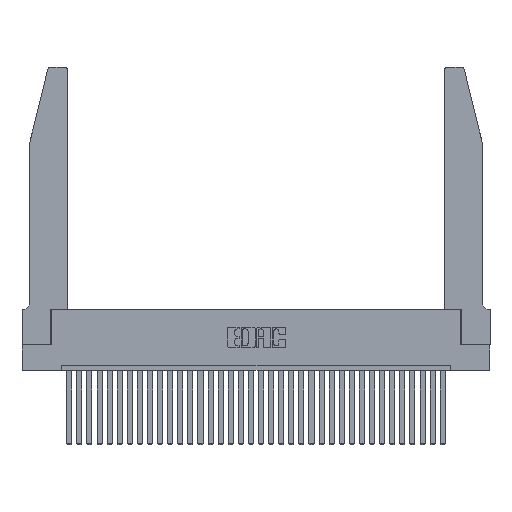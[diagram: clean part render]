
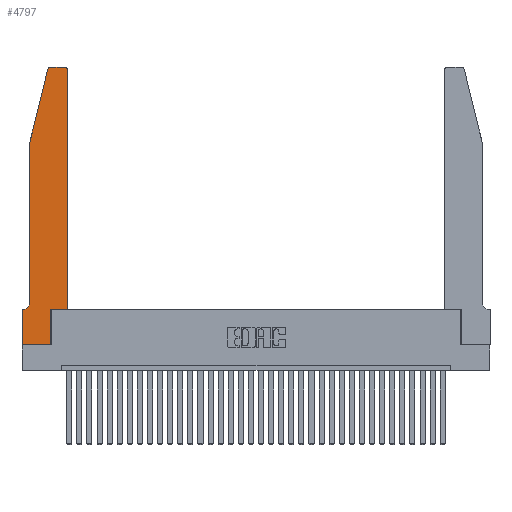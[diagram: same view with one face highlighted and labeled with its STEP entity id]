
A CAD part, top view. The second image highlights one B-rep face of the part: STEP entity #4797.
In plain terms, the highlighted planar face has unit normal (0, 0, 1).
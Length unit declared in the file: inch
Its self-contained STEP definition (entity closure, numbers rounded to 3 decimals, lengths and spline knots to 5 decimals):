
#27 = AXIS2_PLACEMENT_3D ( 'NONE', #30800, #7046, #15200 ) ;
#195 = EDGE_CURVE ( 'NONE', #1506, #17219, #5940, .T. ) ;
#452 = VERTEX_POINT ( 'NONE', #22966 ) ;
#877 = DIRECTION ( 'NONE',  ( 1., 0., 0. ) ) ;
#1506 = VERTEX_POINT ( 'NONE', #29054 ) ;
#1848 = LINE ( 'NONE', #4873, #20542 ) ;
#2420 = EDGE_CURVE ( 'NONE', #30545, #31798, #3736, .T. ) ;
#2903 = VECTOR ( 'NONE', #13573, 39.37008 ) ;
#2965 = AXIS2_PLACEMENT_3D ( 'NONE', #17068, #11972, #4188 ) ;
#3013 = EDGE_CURVE ( 'NONE', #29771, #4417, #26065, .T. ) ;
#3158 = CARTESIAN_POINT ( 'NONE',  ( 0.0755, 2., 0.37 ) ) ;
#3736 = LINE ( 'NONE', #32581, #28113 ) ;
#4188 = DIRECTION ( 'NONE',  ( -1., 0., 0. ) ) ;
#4417 = VERTEX_POINT ( 'NONE', #12080 ) ;
#4586 = VECTOR ( 'NONE', #25297, 39.37008 ) ;
#4797 = ADVANCED_FACE ( 'NONE', ( #29207 ), #13809, .T. ) ;
#4863 = EDGE_CURVE ( 'NONE', #25527, #1506, #30890, .T. ) ;
#4873 = CARTESIAN_POINT ( 'NONE',  ( 0.0755, 2., 0.37 ) ) ;
#4912 = DIRECTION ( 'NONE',  ( -0.239, -0.971, 0. ) ) ;
#5127 = ORIENTED_EDGE ( 'NONE', *, *, #31912, .T. ) ;
#5371 = DIRECTION ( 'NONE',  ( 1., 0., 0. ) ) ;
#5541 = VECTOR ( 'NONE', #6893, 39.37008 ) ;
#5940 = LINE ( 'NONE', #13530, #13208 ) ;
#6617 = VERTEX_POINT ( 'NONE', #27594 ) ;
#6736 = CIRCLE ( 'NONE', #2965, 0.07 ) ;
#6893 = DIRECTION ( 'NONE',  ( 0., 1., 0. ) ) ;
#7011 = CARTESIAN_POINT ( 'NONE',  ( 0.0755, 0.35, 0.37 ) ) ;
#7046 = DIRECTION ( 'NONE',  ( 0., 0., 1. ) ) ;
#7573 = DIRECTION ( 'NONE',  ( 0., 1., 0. ) ) ;
#7660 = EDGE_CURVE ( 'NONE', #30066, #29771, #1848, .T. ) ;
#8179 = VERTEX_POINT ( 'NONE', #27990 ) ;
#8670 = ORIENTED_EDGE ( 'NONE', *, *, #25191, .T. ) ;
#9406 = AXIS2_PLACEMENT_3D ( 'NONE', #32019, #16407, #877 ) ;
#9665 = CARTESIAN_POINT ( 'NONE',  ( 0.4505, 0.35, 0.37 ) ) ;
#9838 = EDGE_LOOP ( 'NONE', ( #12237, #17585, #20591, #20945, #8670, #10481, #21725, #5127, #18341, #26007, #20169, #29710 ) ) ;
#10029 = EDGE_CURVE ( 'NONE', #8179, #30545, #21986, .T. ) ;
#10152 = CIRCLE ( 'NONE', #22787, 0.03 ) ;
#10481 = ORIENTED_EDGE ( 'NONE', *, *, #10029, .T. ) ;
#11894 = EDGE_CURVE ( 'NONE', #17219, #30066, #10152, .T. ) ;
#11972 = DIRECTION ( 'NONE',  ( 0., 0., -1. ) ) ;
#12080 = CARTESIAN_POINT ( 'NONE',  ( 0.0755, 0.42, 0.37 ) ) ;
#12156 = DIRECTION ( 'NONE',  ( 0., 0., 1. ) ) ;
#12237 = ORIENTED_EDGE ( 'NONE', *, *, #195, .T. ) ;
#13208 = VECTOR ( 'NONE', #13410, 39.37008 ) ;
#13410 = DIRECTION ( 'NONE',  ( -1., 0., 0. ) ) ;
#13530 = CARTESIAN_POINT ( 'NONE',  ( 0.2605, 2.75, 0.37 ) ) ;
#13573 = DIRECTION ( 'NONE',  ( 0., -1., 0. ) ) ;
#13809 = PLANE ( 'NONE',  #9406 ) ;
#14699 = CARTESIAN_POINT ( 'NONE',  ( 0.2865, 0.35, 0.37 ) ) ;
#14725 = LINE ( 'NONE', #17656, #31053 ) ;
#14769 = DIRECTION ( 'NONE',  ( 1., 0., 0. ) ) ;
#14781 = CARTESIAN_POINT ( 'NONE',  ( 0., 0., 0.37 ) ) ;
#14794 = CARTESIAN_POINT ( 'NONE',  ( 0.0755, 2., 0.37 ) ) ;
#14957 = VECTOR ( 'NONE', #5371, 39.37008 ) ;
#15200 = DIRECTION ( 'NONE',  ( 1., 0., 0. ) ) ;
#16201 = CARTESIAN_POINT ( 'NONE',  ( 0.4505, 2.72, 0.37 ) ) ;
#16372 = EDGE_CURVE ( 'NONE', #32199, #25527, #14725, .T. ) ;
#16407 = DIRECTION ( 'NONE',  ( 0., 0., 1. ) ) ;
#17068 = CARTESIAN_POINT ( 'NONE',  ( 0.0055, 0.42, 0.37 ) ) ;
#17219 = VERTEX_POINT ( 'NONE', #22365 ) ;
#17585 = ORIENTED_EDGE ( 'NONE', *, *, #11894, .T. ) ;
#17656 = CARTESIAN_POINT ( 'NONE',  ( 0.4505, 0.35, 0.37 ) ) ;
#18182 = DIRECTION ( 'NONE',  ( 1., 0., 0. ) ) ;
#18341 = ORIENTED_EDGE ( 'NONE', *, *, #24469, .T. ) ;
#19980 = CARTESIAN_POINT ( 'NONE',  ( 0., 0.35, 0.37 ) ) ;
#20169 = ORIENTED_EDGE ( 'NONE', *, *, #16372, .T. ) ;
#20255 = CARTESIAN_POINT ( 'NONE',  ( 0.4505, 0.35, 0.37 ) ) ;
#20542 = VECTOR ( 'NONE', #4912, 39.37008 ) ;
#20591 = ORIENTED_EDGE ( 'NONE', *, *, #7660, .T. ) ;
#20945 = ORIENTED_EDGE ( 'NONE', *, *, #3013, .T. ) ;
#21028 = LINE ( 'NONE', #25911, #14957 ) ;
#21725 = ORIENTED_EDGE ( 'NONE', *, *, #2420, .T. ) ;
#21744 = CARTESIAN_POINT ( 'NONE',  ( 0.25487, 2.72718, 0.37 ) ) ;
#21986 = LINE ( 'NONE', #7011, #4586 ) ;
#22365 = CARTESIAN_POINT ( 'NONE',  ( 0.284, 2.75, 0.37 ) ) ;
#22787 = AXIS2_PLACEMENT_3D ( 'NONE', #25014, #12156, #14769 ) ;
#22966 = CARTESIAN_POINT ( 'NONE',  ( 0.2865, 0., 0.37 ) ) ;
#23000 = LINE ( 'NONE', #20255, #28696 ) ;
#23022 = LINE ( 'NONE', #14699, #5541 ) ;
#24469 = EDGE_CURVE ( 'NONE', #452, #6617, #23022, .T. ) ;
#24853 = DIRECTION ( 'NONE',  ( 0., -1., 0. ) ) ;
#25014 = CARTESIAN_POINT ( 'NONE',  ( 0.284, 2.72, 0.37 ) ) ;
#25191 = EDGE_CURVE ( 'NONE', #4417, #8179, #6736, .T. ) ;
#25297 = DIRECTION ( 'NONE',  ( -1., 0., 0. ) ) ;
#25527 = VERTEX_POINT ( 'NONE', #16201 ) ;
#25911 = CARTESIAN_POINT ( 'NONE',  ( 0., 0., 0.37 ) ) ;
#26007 = ORIENTED_EDGE ( 'NONE', *, *, #33253, .T. ) ;
#26065 = LINE ( 'NONE', #3158, #2903 ) ;
#27594 = CARTESIAN_POINT ( 'NONE',  ( 0.2865, 0.35, 0.37 ) ) ;
#27990 = CARTESIAN_POINT ( 'NONE',  ( 0.0055, 0.35, 0.37 ) ) ;
#28113 = VECTOR ( 'NONE', #24853, 39.37008 ) ;
#28696 = VECTOR ( 'NONE', #18182, 39.37008 ) ;
#29054 = CARTESIAN_POINT ( 'NONE',  ( 0.4205, 2.75, 0.37 ) ) ;
#29207 = FACE_OUTER_BOUND ( 'NONE', #9838, .T. ) ;
#29710 = ORIENTED_EDGE ( 'NONE', *, *, #4863, .T. ) ;
#29771 = VERTEX_POINT ( 'NONE', #14794 ) ;
#30066 = VERTEX_POINT ( 'NONE', #21744 ) ;
#30545 = VERTEX_POINT ( 'NONE', #19980 ) ;
#30800 = CARTESIAN_POINT ( 'NONE',  ( 0.4205, 2.72, 0.37 ) ) ;
#30890 = CIRCLE ( 'NONE', #27, 0.03 ) ;
#31053 = VECTOR ( 'NONE', #7573, 39.37008 ) ;
#31798 = VERTEX_POINT ( 'NONE', #14781 ) ;
#31912 = EDGE_CURVE ( 'NONE', #31798, #452, #21028, .T. ) ;
#32019 = CARTESIAN_POINT ( 'NONE',  ( 0., 0.35, 0.37 ) ) ;
#32199 = VERTEX_POINT ( 'NONE', #9665 ) ;
#32581 = CARTESIAN_POINT ( 'NONE',  ( 0., 0., 0.37 ) ) ;
#33253 = EDGE_CURVE ( 'NONE', #6617, #32199, #23000, .T. ) ;
